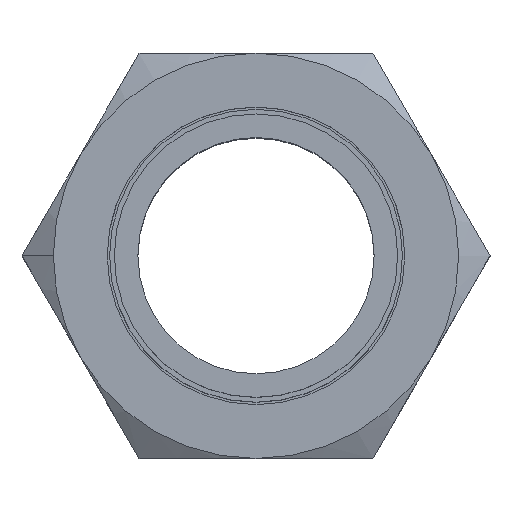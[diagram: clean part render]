
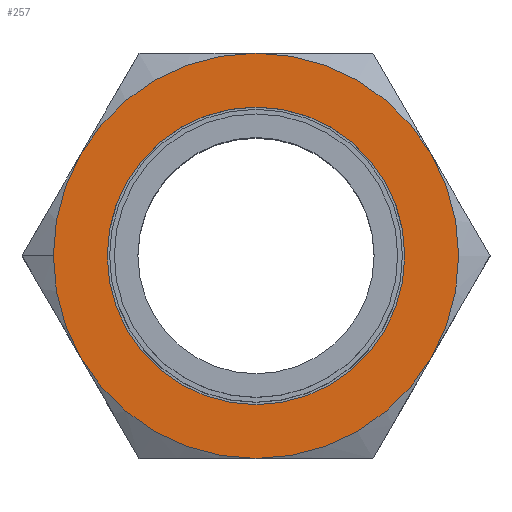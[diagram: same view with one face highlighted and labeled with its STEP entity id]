
A CAD part, top view. The second image highlights one B-rep face of the part: STEP entity #257.
In plain terms, the highlighted planar face has unit normal (0, 0, 1).
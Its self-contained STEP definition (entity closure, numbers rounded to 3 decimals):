
#239 = ORIENTED_EDGE ( 'NONE', *, *, #415, .T. ) ;
#241 = EDGE_CURVE ( 'NONE', #506, #495, #1017, .T. ) ;
#244 = ORIENTED_EDGE ( 'NONE', *, *, #241, .F. ) ;
#251 = ORIENTED_EDGE ( 'NONE', *, *, #388, .T. ) ;
#252 = ORIENTED_EDGE ( 'NONE', *, *, #412, .T. ) ;
#253 = EDGE_LOOP ( 'NONE', ( #244, #262 ) ) ;
#257 = ADVANCED_FACE ( 'NONE', ( #1058, #1057 ), #1056, .F. ) ;
#258 = ORIENTED_EDGE ( 'NONE', *, *, #338, .T. ) ;
#259 = ORIENTED_EDGE ( 'NONE', *, *, #581, .T. ) ;
#260 = EDGE_LOOP ( 'NONE', ( #261, #258, #265, #259, #251, #252, #239 ) ) ;
#261 = ORIENTED_EDGE ( 'NONE', *, *, #333, .T. ) ;
#262 = ORIENTED_EDGE ( 'NONE', *, *, #504, .F. ) ;
#265 = ORIENTED_EDGE ( 'NONE', *, *, #403, .T. ) ;
#333 = EDGE_CURVE ( 'NONE', #409, #387, #1181, .T. ) ;
#338 = EDGE_CURVE ( 'NONE', #387, #491, #1206, .T. ) ;
#387 = VERTEX_POINT ( 'NONE', #1350 ) ;
#388 = EDGE_CURVE ( 'NONE', #584, #397, #1345, .T. ) ;
#397 = VERTEX_POINT ( 'NONE', #1381 ) ;
#403 = EDGE_CURVE ( 'NONE', #491, #588, #1411, .T. ) ;
#409 = VERTEX_POINT ( 'NONE', #1406 ) ;
#412 = EDGE_CURVE ( 'NONE', #397, #512, #1453, .T. ) ;
#415 = EDGE_CURVE ( 'NONE', #512, #409, #1435, .T. ) ;
#491 = VERTEX_POINT ( 'NONE', #1563 ) ;
#495 = VERTEX_POINT ( 'NONE', #1561 ) ;
#504 = EDGE_CURVE ( 'NONE', #495, #506, #1605, .T. ) ;
#506 = VERTEX_POINT ( 'NONE', #1599 ) ;
#512 = VERTEX_POINT ( 'NONE', #1594 ) ;
#581 = EDGE_CURVE ( 'NONE', #588, #584, #1753, .T. ) ;
#584 = VERTEX_POINT ( 'NONE', #1744 ) ;
#588 = VERTEX_POINT ( 'NONE', #1742 ) ;
#1014 = DIRECTION ( 'NONE',  ( 1., 0., 0. ) ) ;
#1015 = DIRECTION ( 'NONE',  ( 0., 0., 1. ) ) ;
#1016 = AXIS2_PLACEMENT_3D ( 'NONE', #1021, #1015, #1014 ) ;
#1017 = CIRCLE ( 'NONE', #1016, 15.75 ) ;
#1021 = CARTESIAN_POINT ( 'NONE',  ( 0., 0., 9.5 ) ) ;
#1052 = DIRECTION ( 'NONE',  ( -1., 0., 0. ) ) ;
#1053 = DIRECTION ( 'NONE',  ( 0., 0., -1. ) ) ;
#1054 = AXIS2_PLACEMENT_3D ( 'NONE', #1055, #1053, #1052 ) ;
#1055 = CARTESIAN_POINT ( 'NONE',  ( 0., 21.45, 9.5 ) ) ;
#1056 = PLANE ( 'NONE',  #1054 ) ;
#1057 = FACE_OUTER_BOUND ( 'NONE', #260, .T. ) ;
#1058 = FACE_BOUND ( 'NONE', #253, .T. ) ;
#1167 = DIRECTION ( 'NONE',  ( 1., 0., 0. ) ) ;
#1168 = DIRECTION ( 'NONE',  ( 0., 0., 1. ) ) ;
#1169 = CARTESIAN_POINT ( 'NONE',  ( 0., 0., 9.5 ) ) ;
#1180 = AXIS2_PLACEMENT_3D ( 'NONE', #1169, #1168, #1167 ) ;
#1181 = CIRCLE ( 'NONE', #1180, 21.45 ) ;
#1202 = DIRECTION ( 'NONE',  ( 1., 0., 0. ) ) ;
#1203 = DIRECTION ( 'NONE',  ( 0., 0., 1. ) ) ;
#1204 = CARTESIAN_POINT ( 'NONE',  ( 0., 0., 9.5 ) ) ;
#1205 = AXIS2_PLACEMENT_3D ( 'NONE', #1204, #1203, #1202 ) ;
#1206 = CIRCLE ( 'NONE', #1205, 21.45 ) ;
#1341 = DIRECTION ( 'NONE',  ( 1., 0., 0. ) ) ;
#1342 = DIRECTION ( 'NONE',  ( 0., 0., 1. ) ) ;
#1343 = CARTESIAN_POINT ( 'NONE',  ( 0., 0., 9.5 ) ) ;
#1344 = AXIS2_PLACEMENT_3D ( 'NONE', #1343, #1342, #1341 ) ;
#1345 = CIRCLE ( 'NONE', #1344, 21.45 ) ;
#1350 = CARTESIAN_POINT ( 'NONE',  ( 0., 21.45, 9.5 ) ) ;
#1381 = CARTESIAN_POINT ( 'NONE',  ( 0., -21.45, 9.5 ) ) ;
#1406 = CARTESIAN_POINT ( 'NONE',  ( 18.576, 10.725, 9.5 ) ) ;
#1408 = DIRECTION ( 'NONE',  ( 1., 0., 0. ) ) ;
#1409 = DIRECTION ( 'NONE',  ( 0., 0., 1. ) ) ;
#1410 = AXIS2_PLACEMENT_3D ( 'NONE', #1419, #1409, #1408 ) ;
#1411 = CIRCLE ( 'NONE', #1410, 21.45 ) ;
#1419 = CARTESIAN_POINT ( 'NONE',  ( 0., 0., 9.5 ) ) ;
#1424 = DIRECTION ( 'NONE',  ( 1., 0., 0. ) ) ;
#1425 = DIRECTION ( 'NONE',  ( 0., 0., 1. ) ) ;
#1426 = AXIS2_PLACEMENT_3D ( 'NONE', #1438, #1425, #1424 ) ;
#1435 = CIRCLE ( 'NONE', #1426, 21.45 ) ;
#1438 = CARTESIAN_POINT ( 'NONE',  ( 0., 0., 9.5 ) ) ;
#1439 = DIRECTION ( 'NONE',  ( 1., 0., 0. ) ) ;
#1440 = DIRECTION ( 'NONE',  ( 0., 0., 1. ) ) ;
#1441 = CARTESIAN_POINT ( 'NONE',  ( 0., 0., 9.5 ) ) ;
#1452 = AXIS2_PLACEMENT_3D ( 'NONE', #1441, #1440, #1439 ) ;
#1453 = CIRCLE ( 'NONE', #1452, 21.45 ) ;
#1561 = CARTESIAN_POINT ( 'NONE',  ( -15.75, 0., 9.5 ) ) ;
#1563 = CARTESIAN_POINT ( 'NONE',  ( -18.576, 10.725, 9.5 ) ) ;
#1594 = CARTESIAN_POINT ( 'NONE',  ( 18.576, -10.725, 9.5 ) ) ;
#1599 = CARTESIAN_POINT ( 'NONE',  ( 15.75, 0., 9.5 ) ) ;
#1602 = DIRECTION ( 'NONE',  ( 1., 0., 0. ) ) ;
#1603 = DIRECTION ( 'NONE',  ( 0., 0., 1. ) ) ;
#1604 = AXIS2_PLACEMENT_3D ( 'NONE', #1611, #1603, #1602 ) ;
#1605 = CIRCLE ( 'NONE', #1604, 15.75 ) ;
#1611 = CARTESIAN_POINT ( 'NONE',  ( 0., 0., 9.5 ) ) ;
#1742 = CARTESIAN_POINT ( 'NONE',  ( -21.45, 0., 9.5 ) ) ;
#1744 = CARTESIAN_POINT ( 'NONE',  ( -18.576, -10.725, 9.5 ) ) ;
#1749 = DIRECTION ( 'NONE',  ( 1., 0., 0. ) ) ;
#1750 = DIRECTION ( 'NONE',  ( 0., 0., 1. ) ) ;
#1751 = CARTESIAN_POINT ( 'NONE',  ( 0., 0., 9.5 ) ) ;
#1752 = AXIS2_PLACEMENT_3D ( 'NONE', #1751, #1750, #1749 ) ;
#1753 = CIRCLE ( 'NONE', #1752, 21.45 ) ;
